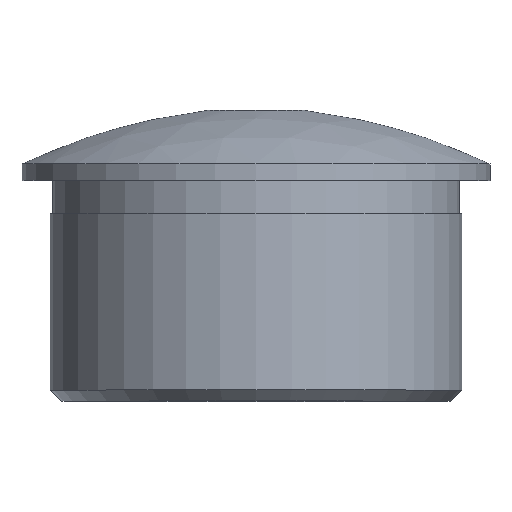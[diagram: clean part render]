
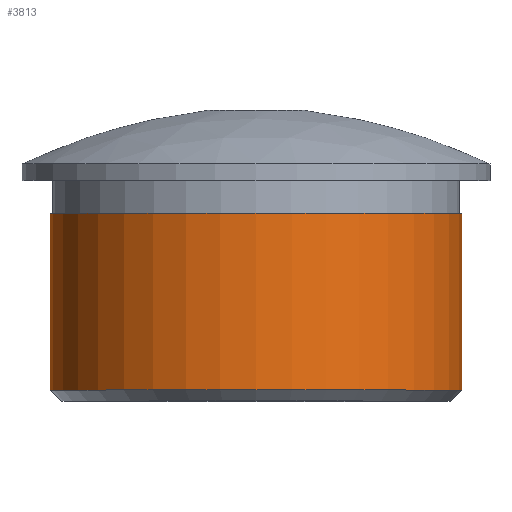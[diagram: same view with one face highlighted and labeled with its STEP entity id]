
A CAD part, top view. The second image highlights one B-rep face of the part: STEP entity #3813.
In plain terms, the highlighted cylindrical face has radius 18.65 mm (diameter 37.3 mm), a full revolution.
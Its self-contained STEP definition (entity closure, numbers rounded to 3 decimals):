
#181 = FACE_OUTER_BOUND ( 'NONE', #11126, .T. ) ;
#984 = CARTESIAN_POINT ( 'NONE',  ( 18.65, 17., 0. ) ) ;
#2396 = DIRECTION ( 'NONE',  ( 0., -1., 0. ) ) ;
#2841 = CYLINDRICAL_SURFACE ( 'NONE', #13269, 18.65 ) ;
#2843 = DIRECTION ( 'NONE',  ( 0., 1., 0. ) ) ;
#3291 = AXIS2_PLACEMENT_3D ( 'NONE', #4629, #2843, #20115 ) ;
#3394 = VERTEX_POINT ( 'NONE', #984 ) ;
#3813 = ADVANCED_FACE ( 'NONE', ( #18320, #181 ), #2841, .T. ) ;
#4002 = AXIS2_PLACEMENT_3D ( 'NONE', #12062, #2396, #5627 ) ;
#4629 = CARTESIAN_POINT ( 'NONE',  ( 0., 1., 0. ) ) ;
#5248 = CARTESIAN_POINT ( 'NONE',  ( 0., 20.5, 0. ) ) ;
#5619 = CIRCLE ( 'NONE', #4002, 18.65 ) ;
#5627 = DIRECTION ( 'NONE',  ( 1., 0., 0. ) ) ;
#6287 = EDGE_CURVE ( 'NONE', #8567, #8567, #7255, .T. ) ;
#7255 = CIRCLE ( 'NONE', #3291, 18.65 ) ;
#8567 = VERTEX_POINT ( 'NONE', #17905 ) ;
#11126 = EDGE_LOOP ( 'NONE', ( #18822 ) ) ;
#12062 = CARTESIAN_POINT ( 'NONE',  ( 0., 17., 0. ) ) ;
#13269 = AXIS2_PLACEMENT_3D ( 'NONE', #5248, #16216, #19441 ) ;
#13520 = EDGE_CURVE ( 'NONE', #3394, #3394, #5619, .T. ) ;
#16003 = EDGE_LOOP ( 'NONE', ( #19897 ) ) ;
#16216 = DIRECTION ( 'NONE',  ( 0., -1., 0. ) ) ;
#17905 = CARTESIAN_POINT ( 'NONE',  ( 18.65, 1., 0. ) ) ;
#18320 = FACE_OUTER_BOUND ( 'NONE', #16003, .T. ) ;
#18822 = ORIENTED_EDGE ( 'NONE', *, *, #13520, .T. ) ;
#19441 = DIRECTION ( 'NONE',  ( 1., 0., 0. ) ) ;
#19897 = ORIENTED_EDGE ( 'NONE', *, *, #6287, .T. ) ;
#20115 = DIRECTION ( 'NONE',  ( 1., 0., 0. ) ) ;
